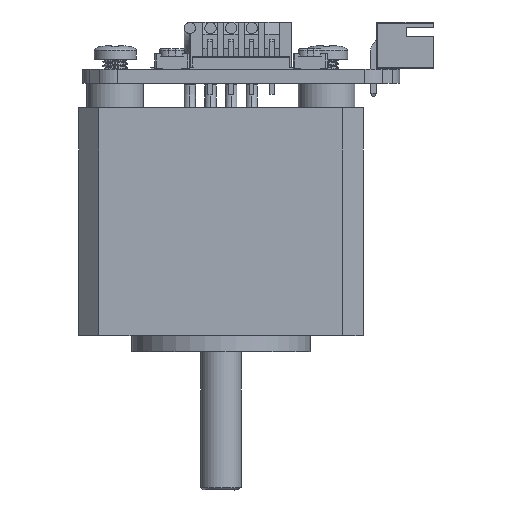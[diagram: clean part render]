
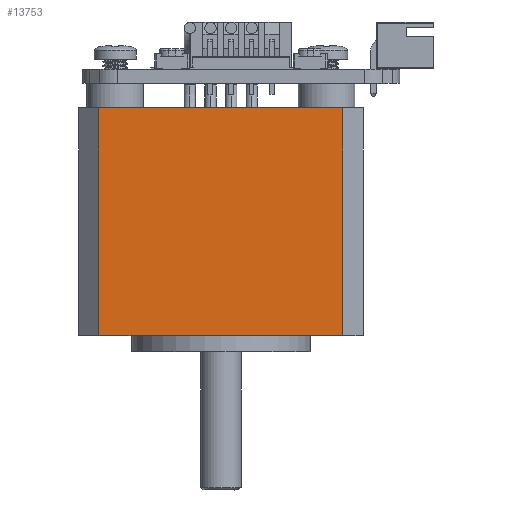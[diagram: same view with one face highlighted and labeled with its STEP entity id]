
A CAD part, front view. The second image highlights one B-rep face of the part: STEP entity #13753.
In plain terms, the highlighted planar face has unit normal (0, -1, 0).
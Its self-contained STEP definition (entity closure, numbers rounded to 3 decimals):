
#3283 = FACE_OUTER_BOUND ( 'NONE', #25239, .T. ) ;
#3379 = ORIENTED_EDGE ( 'NONE', *, *, #7759, .T. ) ;
#5140 = CARTESIAN_POINT ( 'NONE',  ( -15., -17.5, 0. ) ) ;
#5997 = LINE ( 'NONE', #19663, #32672 ) ;
#6200 = PLANE ( 'NONE',  #20818 ) ;
#6469 = CARTESIAN_POINT ( 'NONE',  ( -15., -17.5, 0. ) ) ;
#7759 = EDGE_CURVE ( 'NONE', #21876, #12479, #39912, .T. ) ;
#10000 = CARTESIAN_POINT ( 'NONE',  ( -15., -17.5, 28. ) ) ;
#11774 = ORIENTED_EDGE ( 'NONE', *, *, #21642, .T. ) ;
#12278 = DIRECTION ( 'NONE',  ( 1., 0., 0. ) ) ;
#12479 = VERTEX_POINT ( 'NONE', #6469 ) ;
#13753 = ADVANCED_FACE ( 'NONE', ( #3283 ), #6200, .F. ) ;
#14511 = EDGE_CURVE ( 'NONE', #17927, #15987, #32764, .T. ) ;
#14516 = CARTESIAN_POINT ( 'NONE',  ( -15., -17.5, 28. ) ) ;
#15987 = VERTEX_POINT ( 'NONE', #32521 ) ;
#16631 = DIRECTION ( 'NONE',  ( 0., 0., -1. ) ) ;
#17927 = VERTEX_POINT ( 'NONE', #24625 ) ;
#19431 = ORIENTED_EDGE ( 'NONE', *, *, #34183, .F. ) ;
#19663 = CARTESIAN_POINT ( 'NONE',  ( -15., -17.5, 28. ) ) ;
#20315 = DIRECTION ( 'NONE',  ( 0., 1., 0. ) ) ;
#20818 = AXIS2_PLACEMENT_3D ( 'NONE', #10000, #20315, #23701 ) ;
#21642 = EDGE_CURVE ( 'NONE', #12479, #15987, #21752, .T. ) ;
#21752 = LINE ( 'NONE', #5140, #31291 ) ;
#21876 = VERTEX_POINT ( 'NONE', #14516 ) ;
#22690 = CARTESIAN_POINT ( 'NONE',  ( 15., -17.5, 28. ) ) ;
#23701 = DIRECTION ( 'NONE',  ( 1., 0., 0. ) ) ;
#24492 = VECTOR ( 'NONE', #16631, 1000. ) ;
#24625 = CARTESIAN_POINT ( 'NONE',  ( 15., -17.5, 28. ) ) ;
#25239 = EDGE_LOOP ( 'NONE', ( #11774, #27768, #19431, #3379 ) ) ;
#27768 = ORIENTED_EDGE ( 'NONE', *, *, #14511, .F. ) ;
#31291 = VECTOR ( 'NONE', #32469, 1000. ) ;
#32459 = VECTOR ( 'NONE', #40365, 1000. ) ;
#32469 = DIRECTION ( 'NONE',  ( 1., 0., 0. ) ) ;
#32521 = CARTESIAN_POINT ( 'NONE',  ( 15., -17.5, 0. ) ) ;
#32672 = VECTOR ( 'NONE', #12278, 1000. ) ;
#32764 = LINE ( 'NONE', #22690, #24492 ) ;
#34183 = EDGE_CURVE ( 'NONE', #21876, #17927, #5997, .T. ) ;
#39912 = LINE ( 'NONE', #43722, #32459 ) ;
#40365 = DIRECTION ( 'NONE',  ( 0., 0., -1. ) ) ;
#43722 = CARTESIAN_POINT ( 'NONE',  ( -15., -17.5, 28. ) ) ;
